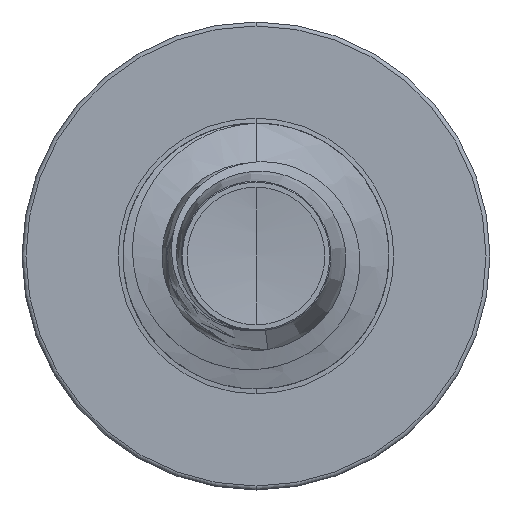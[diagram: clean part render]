
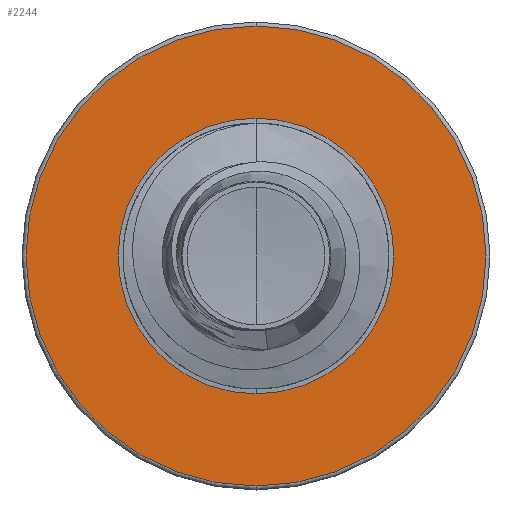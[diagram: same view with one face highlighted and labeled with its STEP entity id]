
A CAD part, front view. The second image highlights one B-rep face of the part: STEP entity #2244.
In plain terms, the highlighted planar face has unit normal (0, -1, 0).
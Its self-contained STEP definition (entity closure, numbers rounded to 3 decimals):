
#247 = DIRECTION ( 'NONE',  ( 0., 1., 0. ) ) ;
#674 = CIRCLE ( 'NONE', #14400, 2.163 ) ;
#1052 = CIRCLE ( 'NONE', #19075, 1.296 ) ;
#2244 = ADVANCED_FACE ( 'NONE', ( #6956, #10628 ), #15154, .F. ) ;
#2939 = VERTEX_POINT ( 'NONE', #14247 ) ;
#3271 = ORIENTED_EDGE ( 'NONE', *, *, #9887, .F. ) ;
#3869 = EDGE_LOOP ( 'NONE', ( #18210, #3271 ) ) ;
#5078 = CIRCLE ( 'NONE', #8274, 1.296 ) ;
#6956 = FACE_OUTER_BOUND ( 'NONE', #3869, .T. ) ;
#8274 = AXIS2_PLACEMENT_3D ( 'NONE', #10626, #10583, #10579 ) ;
#8321 = DIRECTION ( 'NONE',  ( 0., 0., 1. ) ) ;
#8328 = DIRECTION ( 'NONE',  ( 0., 1., 0. ) ) ;
#8348 = CARTESIAN_POINT ( 'NONE',  ( 0., 11., 0. ) ) ;
#8645 = DIRECTION ( 'NONE',  ( 0., 0., 1. ) ) ;
#8673 = DIRECTION ( 'NONE',  ( 0., 1., 0. ) ) ;
#8710 = CARTESIAN_POINT ( 'NONE',  ( 0., 11., 0. ) ) ;
#9260 = EDGE_CURVE ( 'NONE', #15541, #2939, #5078, .T. ) ;
#9887 = EDGE_CURVE ( 'NONE', #15702, #11045, #14173, .T. ) ;
#9952 = AXIS2_PLACEMENT_3D ( 'NONE', #8348, #8328, #8321 ) ;
#10579 = DIRECTION ( 'NONE',  ( 0., 0., 1. ) ) ;
#10583 = DIRECTION ( 'NONE',  ( 0., 1., 0. ) ) ;
#10626 = CARTESIAN_POINT ( 'NONE',  ( 0., 11., 0. ) ) ;
#10628 = FACE_BOUND ( 'NONE', #12295, .T. ) ;
#11045 = VERTEX_POINT ( 'NONE', #14588 ) ;
#11262 = CARTESIAN_POINT ( 'NONE',  ( 0., 11., 0. ) ) ;
#11810 = CARTESIAN_POINT ( 'NONE',  ( 0., 11., -2.162 ) ) ;
#11869 = EDGE_CURVE ( 'NONE', #2939, #15541, #1052, .T. ) ;
#12172 = ORIENTED_EDGE ( 'NONE', *, *, #11869, .T. ) ;
#12295 = EDGE_LOOP ( 'NONE', ( #12172, #18507 ) ) ;
#12586 = DIRECTION ( 'NONE',  ( 0., 0., 1. ) ) ;
#14001 = EDGE_CURVE ( 'NONE', #11045, #15702, #674, .T. ) ;
#14173 = CIRCLE ( 'NONE', #9952, 2.163 ) ;
#14247 = CARTESIAN_POINT ( 'NONE',  ( 0., 11., 1.296 ) ) ;
#14400 = AXIS2_PLACEMENT_3D ( 'NONE', #11262, #247, #12586 ) ;
#14588 = CARTESIAN_POINT ( 'NONE',  ( 0., 11., 2.163 ) ) ;
#14987 = DIRECTION ( 'NONE',  ( 0., 0., 1. ) ) ;
#15100 = CARTESIAN_POINT ( 'NONE',  ( 0., 11., -1.296 ) ) ;
#15154 = PLANE ( 'NONE',  #18724 ) ;
#15210 = DIRECTION ( 'NONE',  ( 0., 1., 0. ) ) ;
#15541 = VERTEX_POINT ( 'NONE', #17705 ) ;
#15702 = VERTEX_POINT ( 'NONE', #11810 ) ;
#17705 = CARTESIAN_POINT ( 'NONE',  ( 0., 11., -1.296 ) ) ;
#18210 = ORIENTED_EDGE ( 'NONE', *, *, #14001, .F. ) ;
#18507 = ORIENTED_EDGE ( 'NONE', *, *, #9260, .T. ) ;
#18724 = AXIS2_PLACEMENT_3D ( 'NONE', #15100, #15210, #14987 ) ;
#19075 = AXIS2_PLACEMENT_3D ( 'NONE', #8710, #8673, #8645 ) ;
